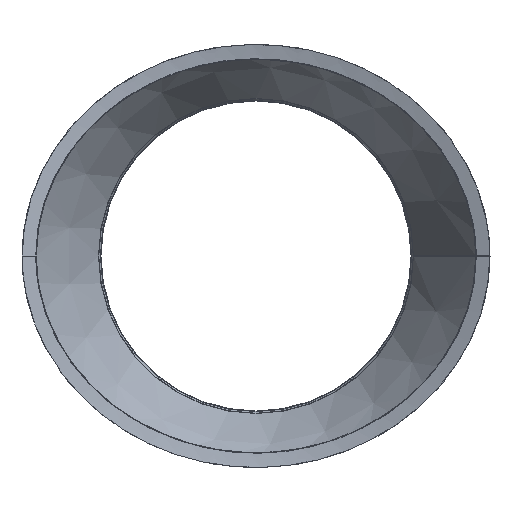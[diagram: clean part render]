
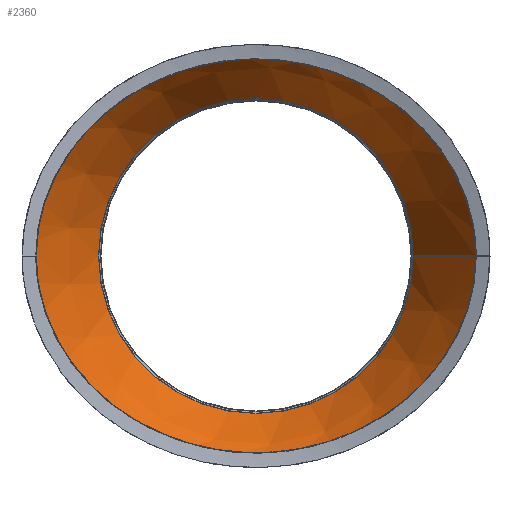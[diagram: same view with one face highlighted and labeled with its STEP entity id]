
A CAD part, front view. The second image highlights one B-rep face of the part: STEP entity #2360.
In plain terms, the highlighted conical face has half-angle 30 degrees and reference radius 156.559 mm.
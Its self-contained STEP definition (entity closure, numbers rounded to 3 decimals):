
#296=CARTESIAN_POINT('',(218.367,585.105,0.0));
#297=VERTEX_POINT('',#296);
#501=CARTESIAN_POINT('',(-218.367,585.105,0.0));
#502=VERTEX_POINT('',#501);
#503=CARTESIAN_POINT('',(-218.367,585.105,0.));
#504=CARTESIAN_POINT('',(-218.367,585.105,-14.399));
#505=CARTESIAN_POINT('',(-216.55,585.797,-28.648));
#506=CARTESIAN_POINT('',(-206.964,589.301,-66.313));
#507=CARTESIAN_POINT('',(-196.07,593.203,-88.323));
#508=CARTESIAN_POINT('',(-166.764,602.174,-127.563));
#509=CARTESIAN_POINT('',(-148.334,607.19,-144.518));
#510=CARTESIAN_POINT('',(-108.053,615.654,-170.735));
#511=CARTESIAN_POINT('',(-86.563,619.167,-180.387));
#512=CARTESIAN_POINT('',(-48.525,623.111,-191.004));
#513=CARTESIAN_POINT('',(-32.684,624.165,-193.736));
#514=CARTESIAN_POINT('',(-3.696,624.944,-195.762));
#515=CARTESIAN_POINT('',(9.313,624.884,-195.609));
#516=CARTESIAN_POINT('',(39.903,623.786,-192.748));
#517=CARTESIAN_POINT('',(57.279,622.397,-189.137));
#518=CARTESIAN_POINT('',(97.568,617.552,-175.912));
#519=CARTESIAN_POINT('',(119.633,613.499,-164.54));
#520=CARTESIAN_POINT('',(158.795,604.477,-135.271));
#521=CARTESIAN_POINT('',(175.824,599.533,-117.435));
#522=CARTESIAN_POINT('',(200.325,591.692,-79.569));
#523=CARTESIAN_POINT('',(208.754,588.653,-60.434));
#524=CARTESIAN_POINT('',(216.76,585.716,-26.959));
#525=CARTESIAN_POINT('',(218.367,585.105,-13.542));
#526=CARTESIAN_POINT('',(218.367,585.105,0.));
#527=B_SPLINE_CURVE_WITH_KNOTS('',3,(#503,#504,#505,#506,#507,#508,#509,#510,#511,#512,#513,#514,#515,#516,#517,#518,#519,#520,#521,#522,#523,#524,#525,#526),.UNSPECIFIED.,.F.,.U.,(4,2,2,2,2,2,2,2,2,2,2,4),(0.0,4.32,11.708,19.252,26.306,31.106,34.986,40.287,47.736,55.168,61.469,65.532),.UNSPECIFIED.);
#528=EDGE_CURVE('',#502,#297,#527,.T.);
#746=CARTESIAN_POINT('',(218.367,585.105,0.004));
#747=VERTEX_POINT('',#746);
#748=CARTESIAN_POINT('',(218.367,585.105,0.004));
#749=CARTESIAN_POINT('',(218.367,585.105,14.403));
#750=CARTESIAN_POINT('',(216.55,585.797,28.652));
#751=CARTESIAN_POINT('',(206.962,589.302,66.318));
#752=CARTESIAN_POINT('',(196.067,593.204,88.329));
#753=CARTESIAN_POINT('',(166.759,602.176,127.568));
#754=CARTESIAN_POINT('',(148.328,607.191,144.523));
#755=CARTESIAN_POINT('',(108.046,615.655,170.739));
#756=CARTESIAN_POINT('',(86.556,619.168,180.389));
#757=CARTESIAN_POINT('',(48.519,623.111,191.005));
#758=CARTESIAN_POINT('',(32.678,624.165,193.737));
#759=CARTESIAN_POINT('',(3.691,624.944,195.762));
#760=CARTESIAN_POINT('',(-9.318,624.884,195.609));
#761=CARTESIAN_POINT('',(-39.91,623.785,192.746));
#762=CARTESIAN_POINT('',(-57.288,622.397,189.135));
#763=CARTESIAN_POINT('',(-97.584,617.549,175.906));
#764=CARTESIAN_POINT('',(-119.654,613.495,164.528));
#765=CARTESIAN_POINT('',(-158.817,604.471,135.25));
#766=CARTESIAN_POINT('',(-175.843,599.528,117.412));
#767=CARTESIAN_POINT('',(-200.335,591.689,79.549));
#768=CARTESIAN_POINT('',(-208.758,588.651,60.42));
#769=CARTESIAN_POINT('',(-216.76,585.716,26.954));
#770=CARTESIAN_POINT('',(-218.367,585.105,13.54));
#771=CARTESIAN_POINT('',(-218.367,585.105,0.));
#772=B_SPLINE_CURVE_WITH_KNOTS('',3,(#748,#749,#750,#751,#752,#753,#754,#755,#756,#757,#758,#759,#760,#761,#762,#763,#764,#765,#766,#767,#768,#769,#770,#771),.UNSPECIFIED.,.F.,.U.,(4,2,2,2,2,2,2,2,2,2,2,4),(0.,4.32,11.708,19.252,26.306,31.106,34.987,40.288,47.739,55.17,61.469,65.532),.UNSPECIFIED.);
#773=EDGE_CURVE('',#747,#502,#772,.T.);
#2305=CARTESIAN_POINT('',(156.559,692.159,0.003));
#2306=VERTEX_POINT('',#2305);
#2307=CARTESIAN_POINT('',(156.559,692.159,0.003));
#2308=DIRECTION('',(0.5,-0.866,0.));
#2309=VECTOR('',#2308,123.616);
#2310=LINE('',#2307,#2309);
#2311=EDGE_CURVE('',#2306,#747,#2310,.T.);
#2335=CARTESIAN_POINT('',(0.0,692.159,0.0));
#2336=DIRECTION('',(0.0,-1.0,0.0));
#2337=DIRECTION('',(1.,0.0,0.));
#2338=AXIS2_PLACEMENT_3D('',#2335,#2336,#2337);
#2339=CONICAL_SURFACE('',#2338,156.559,30.);
#2340=ORIENTED_EDGE('',*,*,#528,.T.);
#2341=CARTESIAN_POINT('',(156.559,692.159,0.0));
#2342=VERTEX_POINT('',#2341);
#2343=CARTESIAN_POINT('',(156.559,692.159,0.0));
#2344=DIRECTION('',(0.5,-0.866,0.0));
#2345=VECTOR('',#2344,123.616);
#2346=LINE('',#2343,#2345);
#2347=EDGE_CURVE('',#2342,#297,#2346,.T.);
#2348=ORIENTED_EDGE('',*,*,#2347,.F.);
#2349=CARTESIAN_POINT('',(0.0,692.159,0.0));
#2350=DIRECTION('',(0.0,1.0,0.0));
#2351=DIRECTION('',(1.0,0.0,0.0));
#2352=AXIS2_PLACEMENT_3D('',#2349,#2350,#2351);
#2353=CIRCLE('',#2352,156.559);
#2354=EDGE_CURVE('',#2342,#2306,#2353,.T.);
#2355=ORIENTED_EDGE('',*,*,#2354,.T.);
#2356=ORIENTED_EDGE('',*,*,#2311,.T.);
#2357=ORIENTED_EDGE('',*,*,#773,.T.);
#2358=EDGE_LOOP('',(#2340,#2348,#2355,#2356,#2357));
#2359=FACE_OUTER_BOUND('',#2358,.T.);
#2360=ADVANCED_FACE('',(#2359),#2339,.F.);
